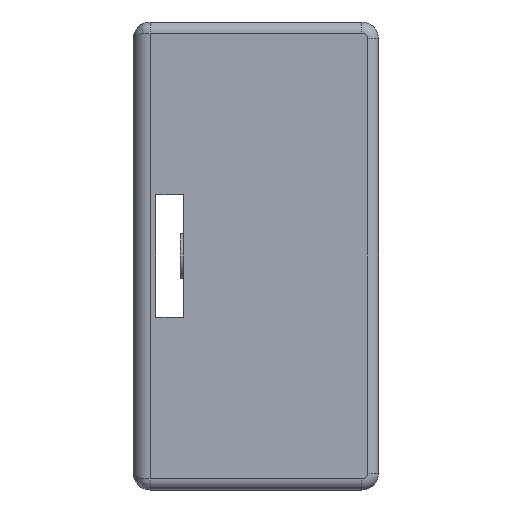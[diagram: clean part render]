
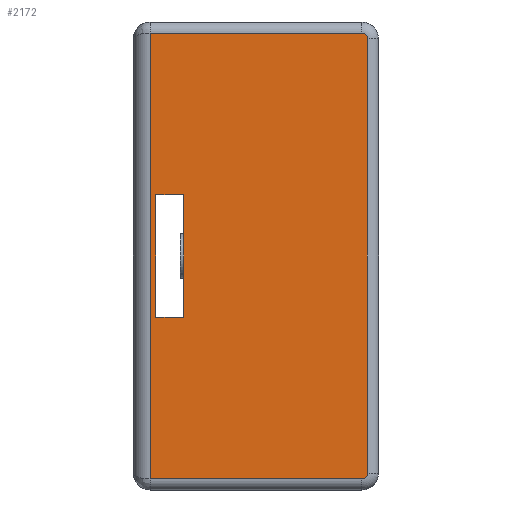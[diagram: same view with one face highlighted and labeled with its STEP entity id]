
A CAD part, left-side view. The second image highlights one B-rep face of the part: STEP entity #2172.
In plain terms, the highlighted planar face has unit normal (-1, 0, 0).
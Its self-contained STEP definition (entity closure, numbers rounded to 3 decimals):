
#46 = ORIENTED_EDGE ( 'NONE', *, *, #599, .T. ) ;
#61 = EDGE_CURVE ( 'NONE', #1785, #2062, #3351, .T. ) ;
#74 = DIRECTION ( 'NONE',  ( -1., 0., 0. ) ) ;
#153 = ORIENTED_EDGE ( 'NONE', *, *, #61, .T. ) ;
#156 = DIRECTION ( 'NONE',  ( 0., 0., -1. ) ) ;
#249 = VECTOR ( 'NONE', #2541, 1000. ) ;
#277 = LINE ( 'NONE', #3946, #877 ) ;
#301 = CARTESIAN_POINT ( 'NONE',  ( -44.5, 17.5, -5.5 ) ) ;
#388 = VERTEX_POINT ( 'NONE', #2040 ) ;
#442 = LINE ( 'NONE', #2241, #3994 ) ;
#510 = ORIENTED_EDGE ( 'NONE', *, *, #1955, .T. ) ;
#541 = EDGE_CURVE ( 'NONE', #388, #3268, #4764, .T. ) ;
#591 = DIRECTION ( 'NONE',  ( -1., 0., 0. ) ) ;
#599 = EDGE_CURVE ( 'NONE', #2695, #2981, #2509, .T. ) ;
#630 = EDGE_LOOP ( 'NONE', ( #1545, #3369, #3913, #46 ) ) ;
#652 = CARTESIAN_POINT ( 'NONE',  ( -44.5, 1., 19.5 ) ) ;
#678 = CARTESIAN_POINT ( 'NONE',  ( -44.5, 1.2, -21. ) ) ;
#721 = EDGE_CURVE ( 'NONE', #935, #388, #4607, .T. ) ;
#723 = VECTOR ( 'NONE', #901, 1000. ) ;
#876 = EDGE_CURVE ( 'NONE', #3495, #1785, #3439, .T. ) ;
#877 = VECTOR ( 'NONE', #1371, 1000. ) ;
#901 = DIRECTION ( 'NONE',  ( 0., 1., 0. ) ) ;
#935 = VERTEX_POINT ( 'NONE', #652 ) ;
#974 = DIRECTION ( 'NONE',  ( 0., 0., -1. ) ) ;
#1256 = CARTESIAN_POINT ( 'NONE',  ( -44.5, 20.5, -20. ) ) ;
#1272 = VECTOR ( 'NONE', #1351, 1000. ) ;
#1351 = DIRECTION ( 'NONE',  ( 0., 0., 1. ) ) ;
#1366 = PLANE ( 'NONE',  #3838 ) ;
#1371 = DIRECTION ( 'NONE',  ( 0., 0., 1. ) ) ;
#1545 = ORIENTED_EDGE ( 'NONE', *, *, #2645, .T. ) ;
#1572 = AXIS2_PLACEMENT_3D ( 'NONE', #1681, #591, #156 ) ;
#1681 = CARTESIAN_POINT ( 'NONE',  ( -44.5, 1.5, -19.5 ) ) ;
#1716 = EDGE_CURVE ( 'NONE', #2062, #935, #2858, .T. ) ;
#1778 = EDGE_LOOP ( 'NONE', ( #4045, #510, #3539, #153, #3415, #3095 ) ) ;
#1783 = EDGE_CURVE ( 'NONE', #2504, #2695, #277, .T. ) ;
#1785 = VERTEX_POINT ( 'NONE', #1827 ) ;
#1827 = CARTESIAN_POINT ( 'NONE',  ( -44.5, 1.5, -20. ) ) ;
#1944 = CARTESIAN_POINT ( 'NONE',  ( -44.5, 20., 5.5 ) ) ;
#1955 = EDGE_CURVE ( 'NONE', #3268, #3495, #442, .T. ) ;
#2021 = EDGE_CURVE ( 'NONE', #3674, #2504, #4638, .T. ) ;
#2040 = CARTESIAN_POINT ( 'NONE',  ( -44.5, 1.5, 20. ) ) ;
#2052 = VECTOR ( 'NONE', #4470, 1000. ) ;
#2062 = VERTEX_POINT ( 'NONE', #3169 ) ;
#2093 = CARTESIAN_POINT ( 'NONE',  ( -44.5, 20., 5.5 ) ) ;
#2172 = ADVANCED_FACE ( 'NONE', ( #4413, #3217 ), #1366, .F. ) ;
#2220 = CARTESIAN_POINT ( 'NONE',  ( -44.5, 1., -21. ) ) ;
#2241 = CARTESIAN_POINT ( 'NONE',  ( -44.5, 20.5, -20. ) ) ;
#2504 = VERTEX_POINT ( 'NONE', #3633 ) ;
#2509 = LINE ( 'NONE', #2093, #3975 ) ;
#2520 = VECTOR ( 'NONE', #4561, 1000. ) ;
#2541 = DIRECTION ( 'NONE',  ( 0., 1., 0. ) ) ;
#2560 = CARTESIAN_POINT ( 'NONE',  ( -44.5, 1.2, 20. ) ) ;
#2645 = EDGE_CURVE ( 'NONE', #2981, #3674, #3072, .T. ) ;
#2695 = VERTEX_POINT ( 'NONE', #1944 ) ;
#2742 = CARTESIAN_POINT ( 'NONE',  ( -44.5, 20., -5.5 ) ) ;
#2801 = CARTESIAN_POINT ( 'NONE',  ( -44.5, 1.2, -20. ) ) ;
#2858 = LINE ( 'NONE', #2220, #1272 ) ;
#2926 = CARTESIAN_POINT ( 'NONE',  ( -44.5, 17.5, 5.5 ) ) ;
#2981 = VERTEX_POINT ( 'NONE', #2926 ) ;
#3072 = LINE ( 'NONE', #3375, #2052 ) ;
#3095 = ORIENTED_EDGE ( 'NONE', *, *, #721, .T. ) ;
#3169 = CARTESIAN_POINT ( 'NONE',  ( -44.5, 1., -19.5 ) ) ;
#3217 = FACE_OUTER_BOUND ( 'NONE', #1778, .T. ) ;
#3268 = VERTEX_POINT ( 'NONE', #3598 ) ;
#3351 = CIRCLE ( 'NONE', #1572, 0.5 ) ;
#3369 = ORIENTED_EDGE ( 'NONE', *, *, #2021, .T. ) ;
#3375 = CARTESIAN_POINT ( 'NONE',  ( -44.5, 17.5, 5.5 ) ) ;
#3415 = ORIENTED_EDGE ( 'NONE', *, *, #1716, .T. ) ;
#3417 = DIRECTION ( 'NONE',  ( 0., 0., -1. ) ) ;
#3439 = LINE ( 'NONE', #2801, #2520 ) ;
#3495 = VERTEX_POINT ( 'NONE', #1256 ) ;
#3539 = ORIENTED_EDGE ( 'NONE', *, *, #876, .T. ) ;
#3556 = DIRECTION ( 'NONE',  ( 0., -1., 0. ) ) ;
#3598 = CARTESIAN_POINT ( 'NONE',  ( -44.5, 20.5, 20. ) ) ;
#3633 = CARTESIAN_POINT ( 'NONE',  ( -44.5, 20., -5.5 ) ) ;
#3674 = VERTEX_POINT ( 'NONE', #301 ) ;
#3724 = CARTESIAN_POINT ( 'NONE',  ( -44.5, 1.5, 19.5 ) ) ;
#3776 = DIRECTION ( 'NONE',  ( 0., 0., -1. ) ) ;
#3838 = AXIS2_PLACEMENT_3D ( 'NONE', #678, #4019, #974 ) ;
#3913 = ORIENTED_EDGE ( 'NONE', *, *, #1783, .T. ) ;
#3946 = CARTESIAN_POINT ( 'NONE',  ( -44.5, 20., 5.5 ) ) ;
#3975 = VECTOR ( 'NONE', #3556, 1000. ) ;
#3994 = VECTOR ( 'NONE', #3417, 1000. ) ;
#4019 = DIRECTION ( 'NONE',  ( 1., 0., 0. ) ) ;
#4045 = ORIENTED_EDGE ( 'NONE', *, *, #541, .T. ) ;
#4375 = AXIS2_PLACEMENT_3D ( 'NONE', #3724, #74, #3776 ) ;
#4413 = FACE_BOUND ( 'NONE', #630, .T. ) ;
#4470 = DIRECTION ( 'NONE',  ( 0., 0., -1. ) ) ;
#4561 = DIRECTION ( 'NONE',  ( 0., -1., 0. ) ) ;
#4607 = CIRCLE ( 'NONE', #4375, 0.5 ) ;
#4638 = LINE ( 'NONE', #2742, #723 ) ;
#4764 = LINE ( 'NONE', #2560, #249 ) ;
